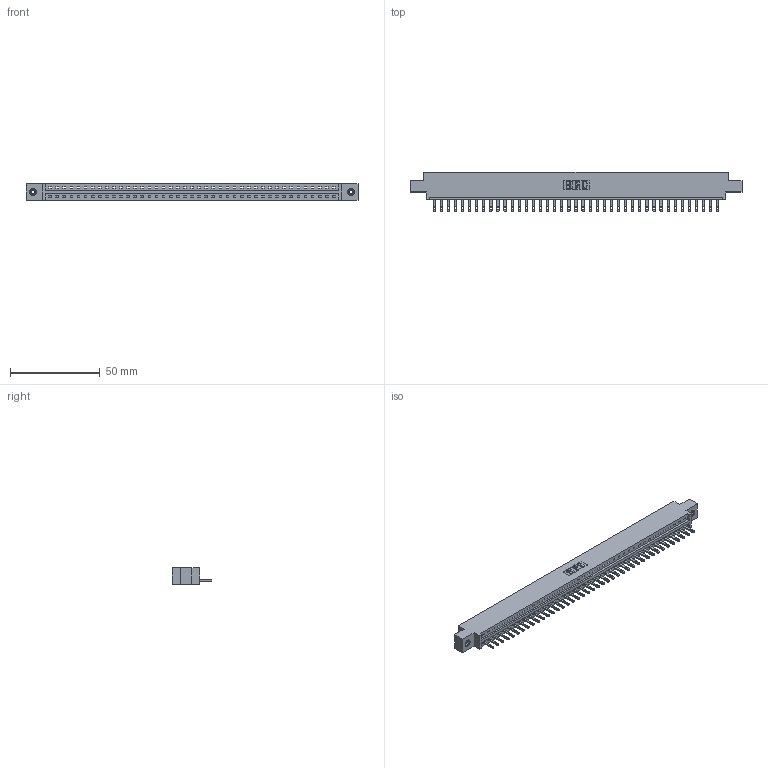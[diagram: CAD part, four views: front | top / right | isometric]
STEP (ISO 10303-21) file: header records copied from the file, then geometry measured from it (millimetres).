
FILE_DESCRIPTION (( 'STEP AP203' ), '1' );
FILE_NAME ('337-041-500-608.STEP', '2019-10-01T20:18:34', ( '' ), ( '' ), 'SwSTEP 2.0', 'SolidWorks 2016', '' );
FILE_SCHEMA (( 'CONFIG_CONTROL_DESIGN' ));
Length unit declared in the file: inch
Products named in the file (4): 345-250-001_345-250-003-102; 337-041-500-608; 337 Part_0.170 Offset - 0.156 Dia-TI; 345-292-001_345-293-100
Assembly tree (44 placements, depth 2):
  337-041-500-608
    337 Part_0.170 Offset - 0.156 Dia-TI
    345-292-001_345-293-100  x41
    345-250-001_345-250-003-102  x2
Bounding box: 185.47 x 21.85 x 9.4 mm (x, y, z)
Volume: 19165.4 mm3; surface area: 20020.9 mm2
Topology: 44 solids, 44 shells, 2556 faces, 7839 edges, 5218 vertices
Faces by surface type: plane 1746, cylinder 794, cone 12, torus 4
Entity records: 31854 total; most frequent: CARTESIAN_POINT 5528, ORIENTED_EDGE 5498, DIRECTION 4689, EDGE_CURVE 2749, VECTOR 2597, LINE 2597, VERTEX_POINT 1828, AXIS2_PLACEMENT_3D 1046
